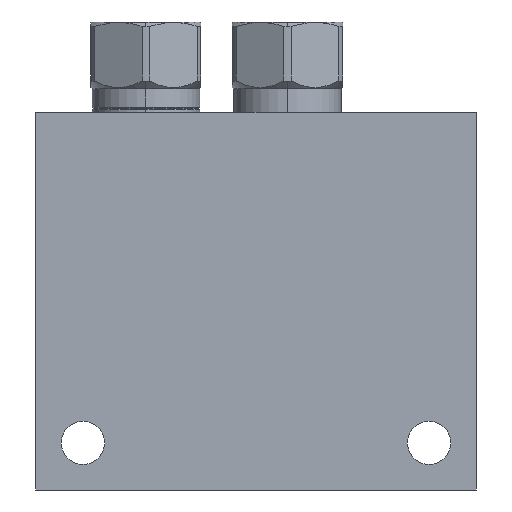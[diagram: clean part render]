
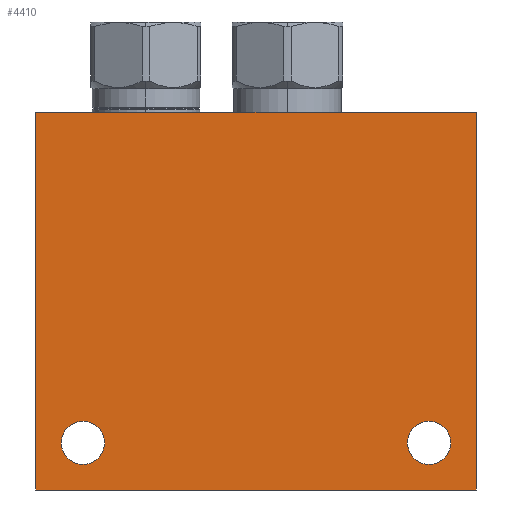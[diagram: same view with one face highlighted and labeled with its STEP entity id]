
A CAD part, front view. The second image highlights one B-rep face of the part: STEP entity #4410.
In plain terms, the highlighted planar face has unit normal (0, -1, 0).
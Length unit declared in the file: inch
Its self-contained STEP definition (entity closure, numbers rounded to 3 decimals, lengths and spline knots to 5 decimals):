
#5=DIRECTION('',(1.,0.,0.));
#6=VECTOR('',#5,3.5);
#7=CARTESIAN_POINT('',(0.,-3.,0.));
#8=LINE('',#7,#6);
#75=DIRECTION('',(0.,0.,1.));
#76=VECTOR('',#75,3.);
#77=CARTESIAN_POINT('',(3.5,-3.,0.));
#78=LINE('',#77,#76);
#119=DIRECTION('',(0.,0.,1.));
#120=VECTOR('',#119,3.);
#121=CARTESIAN_POINT('',(0.,-3.,0.));
#122=LINE('',#121,#120);
#123=CARTESIAN_POINT('',(0.375,-3.,0.375));
#124=DIRECTION('',(0.,1.,0.));
#125=DIRECTION('',(0.,0.,-1.));
#126=AXIS2_PLACEMENT_3D('',#123,#124,#125);
#128=CARTESIAN_POINT('',(0.375,-3.,0.375));
#129=DIRECTION('',(0.,1.,0.));
#130=DIRECTION('',(0.,0.,1.));
#131=AXIS2_PLACEMENT_3D('',#128,#129,#130);
#133=CARTESIAN_POINT('',(3.125,-3.,0.375));
#134=DIRECTION('',(0.,1.,0.));
#135=DIRECTION('',(0.,0.,-1.));
#136=AXIS2_PLACEMENT_3D('',#133,#134,#135);
#138=CARTESIAN_POINT('',(3.125,-3.,0.375));
#139=DIRECTION('',(0.,1.,0.));
#140=DIRECTION('',(0.,0.,1.));
#141=AXIS2_PLACEMENT_3D('',#138,#139,#140);
#155=DIRECTION('',(1.,0.,0.));
#156=VECTOR('',#155,3.5);
#157=CARTESIAN_POINT('',(0.,-3.,3.));
#158=LINE('',#157,#156);
#3792=CARTESIAN_POINT('',(0.,-3.,0.));
#3794=VERTEX_POINT('',#3792);
#3795=CARTESIAN_POINT('',(3.5,-3.,0.));
#3796=VERTEX_POINT('',#3795);
#3800=CARTESIAN_POINT('',(0.,-3.,3.));
#3802=VERTEX_POINT('',#3800);
#3803=CARTESIAN_POINT('',(3.5,-3.,3.));
#3804=VERTEX_POINT('',#3803);
#4227=CARTESIAN_POINT('',(0.375,-3.,0.203));
#4228=CARTESIAN_POINT('',(0.375,-3.,0.547));
#4229=VERTEX_POINT('',#4227);
#4230=VERTEX_POINT('',#4228);
#4239=CARTESIAN_POINT('',(3.125,-3.,0.203));
#4240=CARTESIAN_POINT('',(3.125,-3.,0.547));
#4241=VERTEX_POINT('',#4239);
#4242=VERTEX_POINT('',#4240);
#4386=CARTESIAN_POINT('',(0.,-3.,0.));
#4387=DIRECTION('',(0.,-1.,0.));
#4388=DIRECTION('',(1.,0.,0.));
#4389=AXIS2_PLACEMENT_3D('',#4386,#4387,#4388);
#4390=PLANE('',#4389);
#4391=ORIENTED_EDGE('',*,*,#4280,.F.);
#4392=ORIENTED_EDGE('',*,*,#4305,.T.);
#4394=ORIENTED_EDGE('',*,*,#4393,.T.);
#4395=ORIENTED_EDGE('',*,*,#4354,.F.);
#4396=EDGE_LOOP('',(#4391,#4392,#4394,#4395));
#4397=FACE_OUTER_BOUND('',#4396,.F.);
#4399=ORIENTED_EDGE('',*,*,#4398,.F.);
#4401=ORIENTED_EDGE('',*,*,#4400,.F.);
#4402=EDGE_LOOP('',(#4399,#4401));
#4403=FACE_BOUND('',#4402,.F.);
#4405=ORIENTED_EDGE('',*,*,#4404,.F.);
#4407=ORIENTED_EDGE('',*,*,#4406,.F.);
#4408=EDGE_LOOP('',(#4405,#4407));
#4409=FACE_BOUND('',#4408,.F.);
#4410=ADVANCED_FACE('',(#4397,#4403,#4409),#4390,.T.);
#127=CIRCLE('',#126,0.172);
#132=CIRCLE('',#131,0.172);
#137=CIRCLE('',#136,0.172);
#142=CIRCLE('',#141,0.172);
#4280=EDGE_CURVE('',#3794,#3796,#8,.T.);
#4305=EDGE_CURVE('',#3794,#3802,#122,.T.);
#4354=EDGE_CURVE('',#3796,#3804,#78,.T.);
#4393=EDGE_CURVE('',#3802,#3804,#158,.T.);
#4398=EDGE_CURVE('',#4229,#4230,#127,.T.);
#4400=EDGE_CURVE('',#4230,#4229,#132,.T.);
#4404=EDGE_CURVE('',#4241,#4242,#137,.T.);
#4406=EDGE_CURVE('',#4242,#4241,#142,.T.);
